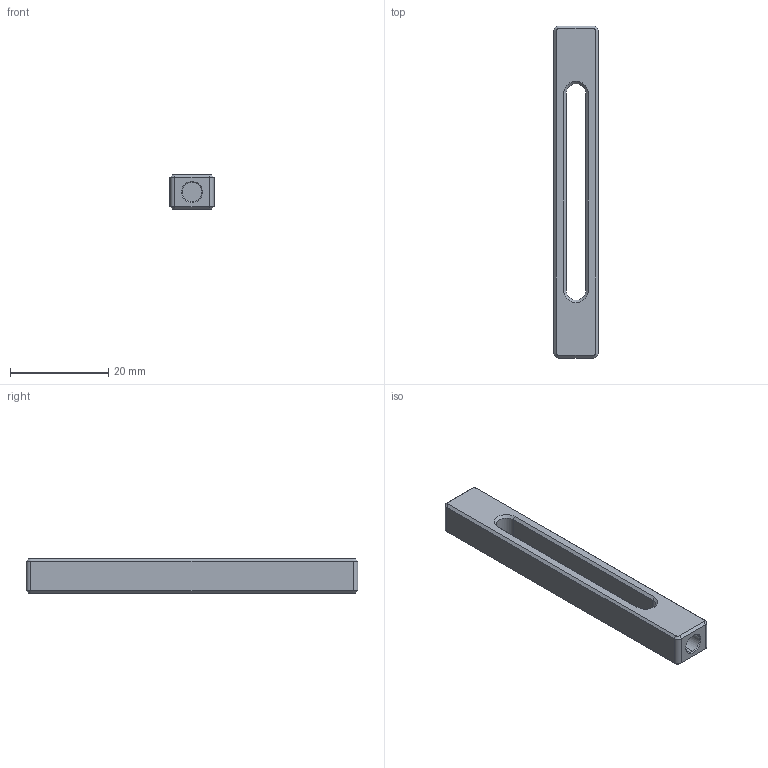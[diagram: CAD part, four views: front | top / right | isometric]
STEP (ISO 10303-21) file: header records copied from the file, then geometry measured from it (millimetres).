
FILE_DESCRIPTION (( 'STEP AP203' ), '1' );
FILE_NAME ('ºìÃ×2AËø¿é.STEP', '2024-01-19T05:12:00', ( 'Leo' ), ( '' ), 'SwSTEP 2.0', 'SolidWorks 2022', '' );
FILE_SCHEMA (( 'CONFIG_CONTROL_DESIGN' ));
Length unit declared in the file: millimetre
Products named in the file (1): 红米2A锁块
Bounding box: 9 x 67.5 x 7 mm (x, y, z)
Volume: 2738.1 mm3; surface area: 2674.5 mm2
Topology: 1 solids, 1 shells, 48 faces, 104 edges, 60 vertices
Faces by surface type: plane 22, cone 16, cylinder 10
Entity records: 1361 total; most frequent: DIRECTION 238, CARTESIAN_POINT 213, ORIENTED_EDGE 208, EDGE_CURVE 104, AXIS2_PLACEMENT_3D 85, VECTOR 68, LINE 68, VERTEX_POINT 60
